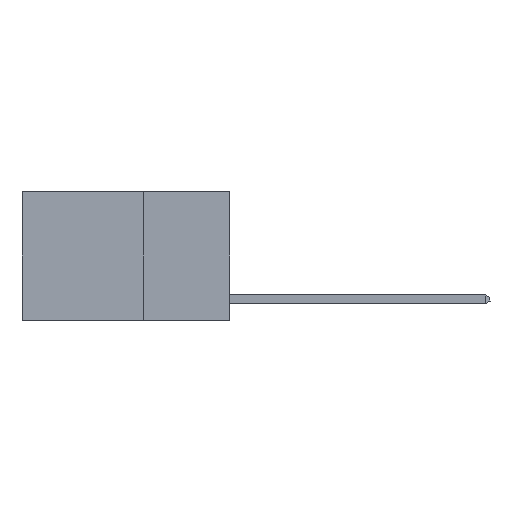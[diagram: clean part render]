
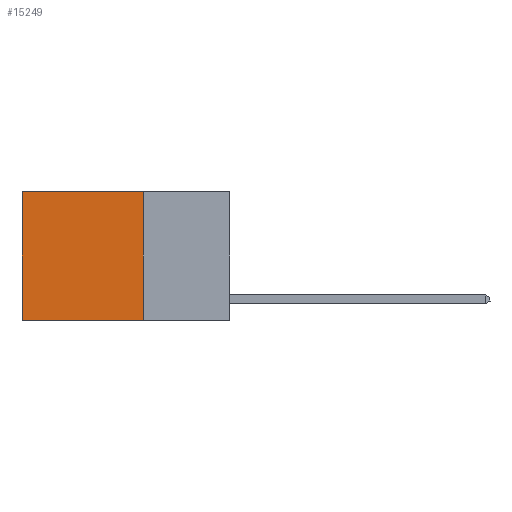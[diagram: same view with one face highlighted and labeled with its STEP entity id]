
A CAD part, left-side view. The second image highlights one B-rep face of the part: STEP entity #15249.
In plain terms, the highlighted planar face has unit normal (-1, 0, 0).
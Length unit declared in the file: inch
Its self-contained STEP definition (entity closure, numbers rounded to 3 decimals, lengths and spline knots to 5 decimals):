
#106 = DIRECTION ( 'NONE',  ( 0., 1., 0. ) ) ;
#886 = VECTOR ( 'NONE', #15798, 39.37008 ) ;
#909 = VERTEX_POINT ( 'NONE', #17447 ) ;
#1900 = FACE_OUTER_BOUND ( 'NONE', #6323, .T. ) ;
#3966 = AXIS2_PLACEMENT_3D ( 'NONE', #10310, #12638, #25396 ) ;
#4266 = LINE ( 'NONE', #18399, #5249 ) ;
#4693 = CARTESIAN_POINT ( 'NONE',  ( 0.2625, 0.6, 0. ) ) ;
#4946 = EDGE_CURVE ( 'NONE', #21101, #16089, #25110, .T. ) ;
#5249 = VECTOR ( 'NONE', #106, 39.37008 ) ;
#6178 = ORIENTED_EDGE ( 'NONE', *, *, #4946, .T. ) ;
#6323 = EDGE_LOOP ( 'NONE', ( #27221, #13257, #8024, #6178 ) ) ;
#6452 = CARTESIAN_POINT ( 'NONE',  ( 0.2625, 0.25, 0. ) ) ;
#6638 = CARTESIAN_POINT ( 'NONE',  ( 0.2625, 0.6, -0.37 ) ) ;
#8024 = ORIENTED_EDGE ( 'NONE', *, *, #24613, .F. ) ;
#8738 = DIRECTION ( 'NONE',  ( 0., 1., 0. ) ) ;
#10310 = CARTESIAN_POINT ( 'NONE',  ( 0.2625, 0.25, 0. ) ) ;
#10341 = VECTOR ( 'NONE', #8738, 39.37008 ) ;
#11713 = DIRECTION ( 'NONE',  ( 0., 0., -1. ) ) ;
#12407 = CARTESIAN_POINT ( 'NONE',  ( 0.2625, 0.6, 0. ) ) ;
#12638 = DIRECTION ( 'NONE',  ( 1., 0., 0. ) ) ;
#13257 = ORIENTED_EDGE ( 'NONE', *, *, #14881, .F. ) ;
#14881 = EDGE_CURVE ( 'NONE', #909, #17669, #4266, .T. ) ;
#15249 = ADVANCED_FACE ( 'NONE', ( #1900 ), #21309, .F. ) ;
#15798 = DIRECTION ( 'NONE',  ( 0., 0., -1. ) ) ;
#16089 = VERTEX_POINT ( 'NONE', #12407 ) ;
#16184 = CARTESIAN_POINT ( 'NONE',  ( 0.2625, 0.25, 0. ) ) ;
#17447 = CARTESIAN_POINT ( 'NONE',  ( 0.2625, 0.25, -0.37 ) ) ;
#17669 = VERTEX_POINT ( 'NONE', #6638 ) ;
#17800 = EDGE_CURVE ( 'NONE', #16089, #17669, #20344, .T. ) ;
#17967 = VECTOR ( 'NONE', #11713, 39.37008 ) ;
#18399 = CARTESIAN_POINT ( 'NONE',  ( 0.2625, 0.25, -0.37 ) ) ;
#20344 = LINE ( 'NONE', #4693, #17967 ) ;
#21101 = VERTEX_POINT ( 'NONE', #6452 ) ;
#21309 = PLANE ( 'NONE',  #3966 ) ;
#21601 = CARTESIAN_POINT ( 'NONE',  ( 0.2625, 0.25, 0. ) ) ;
#24613 = EDGE_CURVE ( 'NONE', #21101, #909, #27703, .T. ) ;
#25110 = LINE ( 'NONE', #21601, #10341 ) ;
#25396 = DIRECTION ( 'NONE',  ( 0., 0., -1. ) ) ;
#27221 = ORIENTED_EDGE ( 'NONE', *, *, #17800, .T. ) ;
#27703 = LINE ( 'NONE', #16184, #886 ) ;
